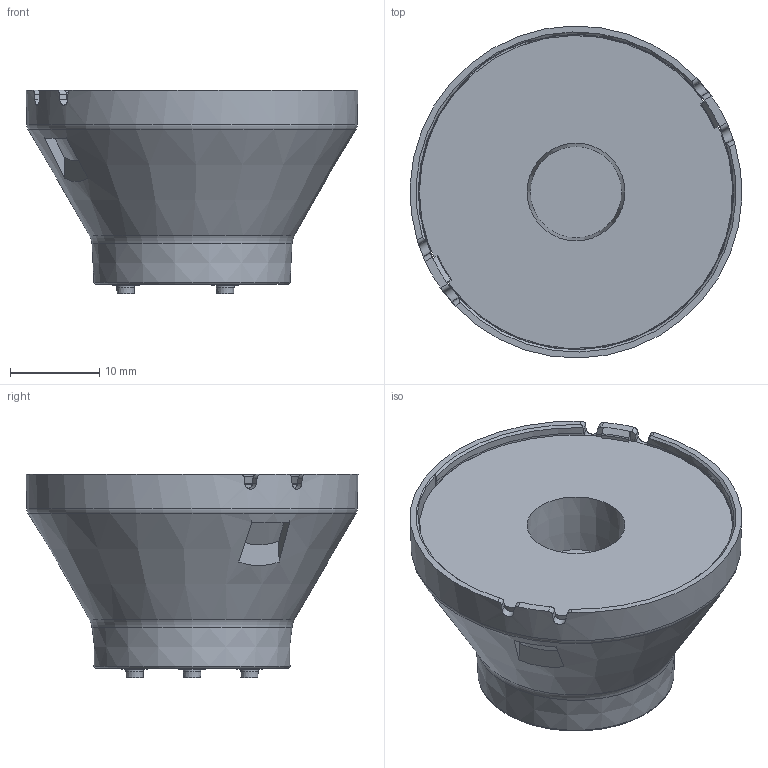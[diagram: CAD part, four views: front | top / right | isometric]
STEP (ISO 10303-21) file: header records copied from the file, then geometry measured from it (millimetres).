
FILE_DESCRIPTION(/* description */ (''),/* implementation_level */ '2;1');
FILE_NAME(/* name */ /* time_stamp */ '2022-04-21T15:58:01+08:00',/* author */ (''),/* organization */ (''),/* preprocessor_version */ 'ST-DEVELOPER v16.7',/* originating_system */ 'SIEMENS PLM Software NX 12.0',/* authorisation */ '');
FILE_SCHEMA (('AP203_CONFIGURATION_CONTROLLED_3D_DESIGN_OF_MECHANICAL_PARTS_AND_ASSEMBLIES_MIM_LF { 1 0 10303 403 2 1 2}'));
Length unit declared in the file: millimetre
Products named in the file (1): Admi093C7EFCwcsa
Bounding box: 37.27 x 37.29 x 22.9 mm (x, y, z)
Volume: 11481.6 mm3; surface area: 7986.8 mm2
Topology: 2 solids, 2 shells, 273 faces, 677 edges, 416 vertices
Faces by surface type: bspline 66, plane 62, cone 52, torus 47, cylinder 37, sphere 6, revolution 3
Full cylindrical faces by diameter (mm): 2 x3
Entity records: 11857 total; most frequent: CARTESIAN_POINT 6177, ORIENTED_EDGE 1288, DIRECTION 923, EDGE_CURVE 644, AXIS2_PLACEMENT_3D 408, VERTEX_POINT 404, EDGE_LOOP 308, B_SPLINE_CURVE_WITH_KNOTS 301
